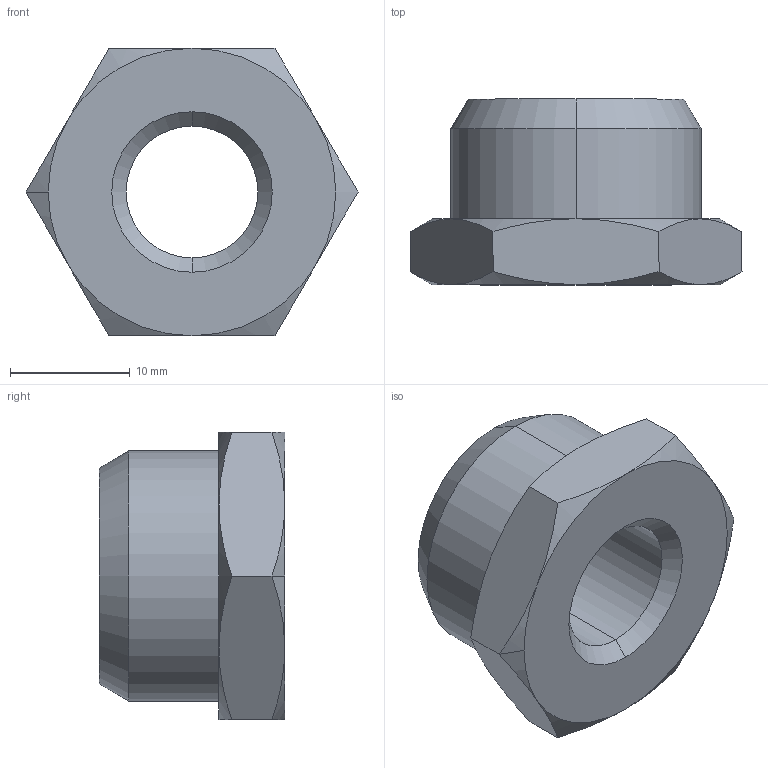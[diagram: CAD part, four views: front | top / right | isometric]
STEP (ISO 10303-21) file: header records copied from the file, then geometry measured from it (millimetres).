
FILE_DESCRIPTION (( 'STEP AP214' ), '1' );
FILE_NAME ('DRF.MF0402_KORT.STEP', '2018-09-03T10:11:24', ( '' ), ( '' ), 'SwSTEP 2.0', 'SolidWorks 2018', '' );
FILE_SCHEMA (( 'AUTOMOTIVE_DESIGN' ));
Length unit declared in the file: millimetre
Products named in the file (1): DRF.MF0402_KORT
Bounding box: 27.71 x 15.5 x 24 mm (x, y, z)
Volume: 4496.4 mm3; surface area: 2289.2 mm2
Topology: 1 solids, 1 shells, 32 faces, 68 edges, 39 vertices
Faces by surface type: cone 19, plane 9, cylinder 4
Entity records: 957 total; most frequent: CARTESIAN_POINT 260, DIRECTION 137, ORIENTED_EDGE 136, EDGE_CURVE 68, AXIS2_PLACEMENT_3D 60, VERTEX_POINT 39, EDGE_LOOP 35, FACE_OUTER_BOUND 32
